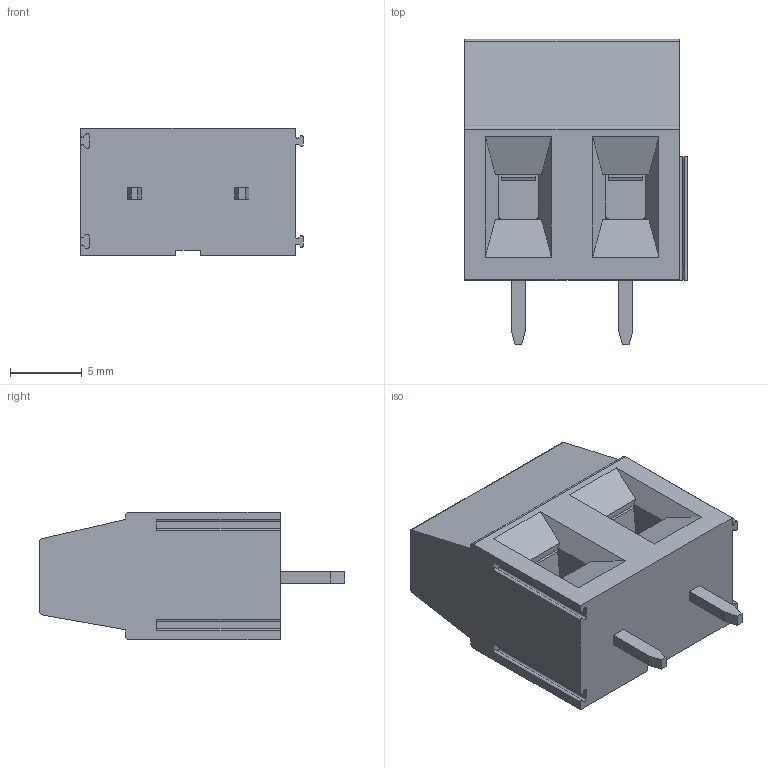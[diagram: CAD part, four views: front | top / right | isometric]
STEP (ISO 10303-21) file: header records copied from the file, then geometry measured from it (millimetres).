
FILE_DESCRIPTION( ( 'STEP AP203' ), '1' );
FILE_NAME( 'MVE272-7.5-V.stp', ' ', ( ' ' ), ( ' ' ), 'PSStep 15.0.49', 'VISI 20.0', ' ' );
FILE_SCHEMA( ( 'AUTOMOTIVE_DESIGN { 1 0 10303 214 1 1 1 1 }' ) );
Length unit declared in the file: millimetre
Products named in the file (1): 1
Bounding box: 15.55 x 21.3 x 8.9 mm (x, y, z)
Volume: 1760.7 mm3; surface area: 1627.4 mm2
Topology: 1 solids, 3 shells, 193 faces, 538 edges, 357 vertices
Faces by surface type: plane 158, cylinder 33, cone 2
Full cylindrical faces by diameter (mm): 3.8 x4, 4 x2
Entity records: 7604 total; most frequent: CARTESIAN_POINT 1071, ORIENTED_EDGE 1050, DIRECTION 985, EDGE_CURVE 525, LINE 453, VECTOR 453, VERTEX_POINT 352, AXIS2_PLACEMENT_3D 266
